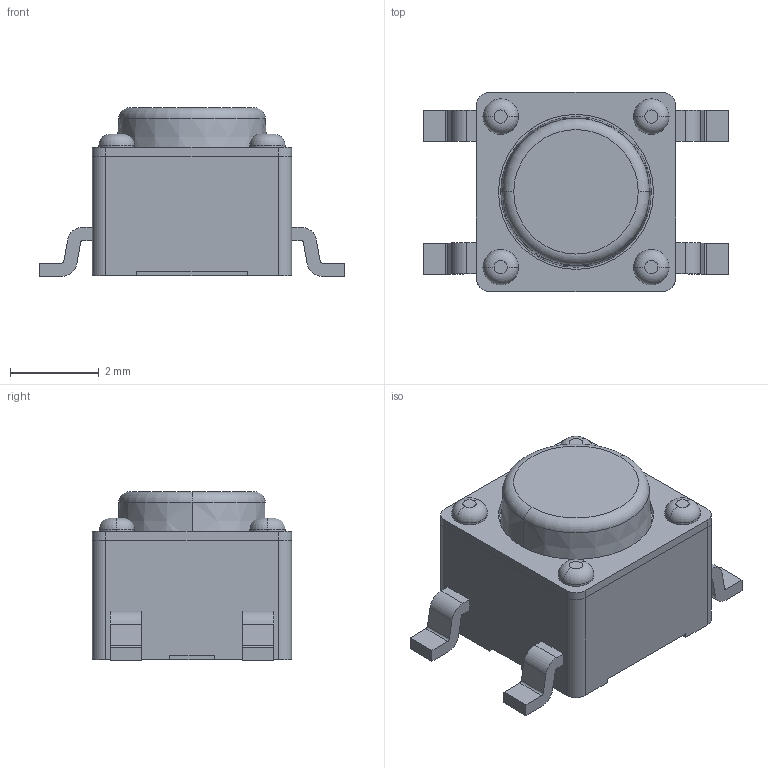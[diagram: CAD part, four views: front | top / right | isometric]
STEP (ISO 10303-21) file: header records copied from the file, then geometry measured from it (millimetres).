
FILE_DESCRIPTION (( 'STEP AP214' ), '1' );
FILE_NAME ('KEY-SMD_4P-L4.5-W4.5-P3.00-LS6.9.step', '2022-07-02T15:03:11', ( '' ), ( '' ), 'SwSTEP 2.0', 'SolidWorks 2020', '' );
FILE_SCHEMA (( 'AUTOMOTIVE_DESIGN' ));
Length unit declared in the file: millimetre
Products named in the file (1): KEY-SMD_4P-L4.5-W4.5-P3.00-LS6.9
Bounding box: 6.9 x 4.5 x 3.81 mm (x, y, z)
Volume: 67 mm3; surface area: 141.8 mm2
Topology: 2 solids, 2 shells, 403 faces, 1079 edges, 716 vertices
Faces by surface type: plane 245, bspline 112, cylinder 34, torus 10, cone 2
Entity records: 18177 total; most frequent: CARTESIAN_POINT 4303, ORIENTED_EDGE 2158, DIRECTION 1527, EDGE_CURVE 1079, VECTOR 759, LINE 759, VERTEX_POINT 716, EDGE_LOOP 441
